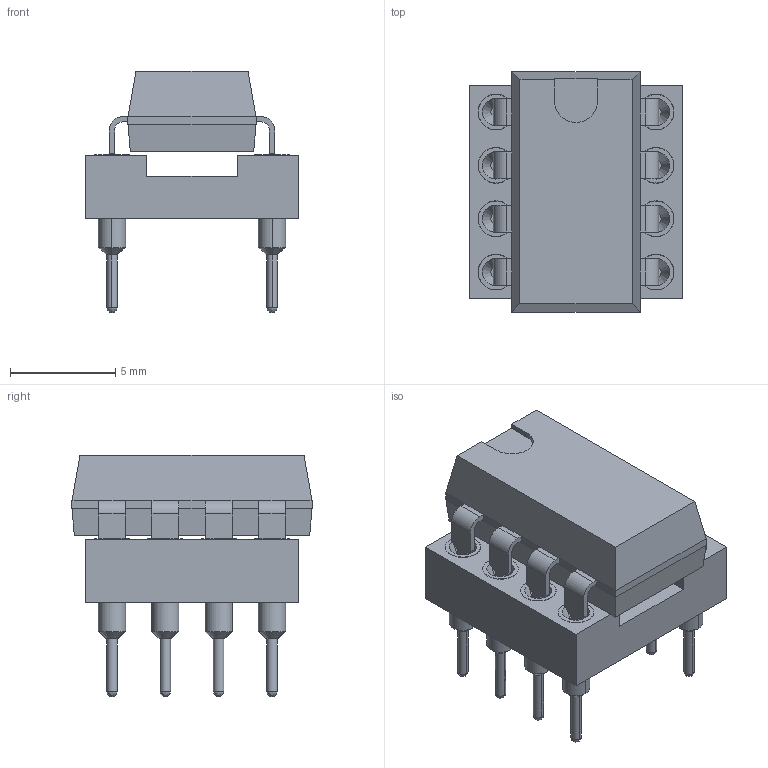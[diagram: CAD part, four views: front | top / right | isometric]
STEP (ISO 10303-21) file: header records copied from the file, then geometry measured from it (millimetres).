
FILE_DESCRIPTION(('FreeCAD Model'),'2;1');
FILE_NAME('ic_dip_8.step','2017-01-30T23:33:10',('Author'), (''),'Open CASCADE STEP processor 6.8','FreeCAD','Unknown');
FILE_SCHEMA(('AUTOMOTIVE_DESIGN_CC2 { 1 2 10303 214 -1 1 5 4 }'));
Length unit declared in the file: millimetre
Products named in the file (2): ASSEMBLY; ic_dip_8
Assembly tree (1 placements, depth 2):
  ASSEMBLY
    ic_dip_8
Bounding box: 10.16 x 11.43 x 11.49 mm (x, y, z)
Volume: 481.4 mm3; surface area: 1004.2 mm2
Topology: 1 solids, 1 shells, 314 faces, 949 edges, 598 vertices
Faces by surface type: plane 159, cylinder 115, cone 32, bspline 8
Entity records: 40531 total; most frequent: CARTESIAN_POINT 21489, DIRECTION 2733, ORIENTED_EDGE 1866, PCURVE 1866, DEFINITIONAL_REPRESENTATION 1866, LINE 1255, VECTOR 1255, EDGE_CURVE 933
